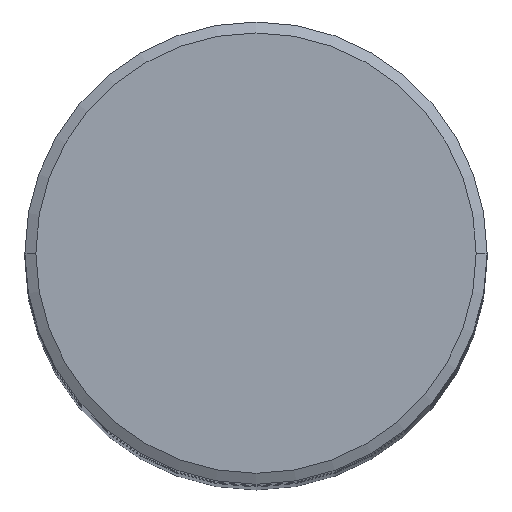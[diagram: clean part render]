
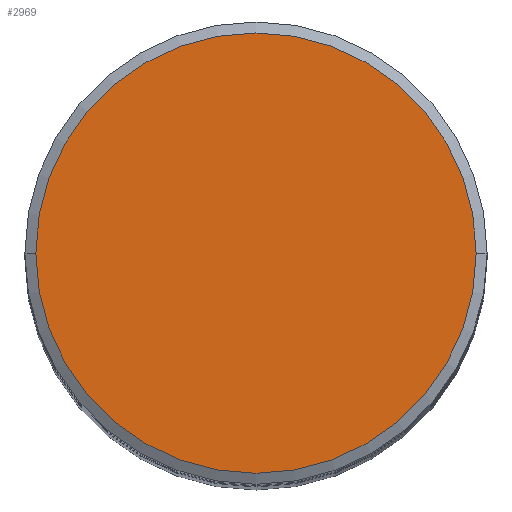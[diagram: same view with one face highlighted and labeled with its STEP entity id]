
A CAD part, top view. The second image highlights one B-rep face of the part: STEP entity #2969.
In plain terms, the highlighted planar face has unit normal (0, 0, 1).
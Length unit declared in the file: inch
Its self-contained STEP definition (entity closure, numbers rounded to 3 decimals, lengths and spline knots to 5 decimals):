
#42 = ORIENTED_EDGE ( 'NONE', *, *, #3115, .F. ) ;
#111 = AXIS2_PLACEMENT_3D ( 'NONE', #1913, #2372, #3097 ) ;
#238 = CARTESIAN_POINT ( 'NONE',  ( 0., 0., 11.16142 ) ) ;
#467 = DIRECTION ( 'NONE',  ( 0., 0., -1. ) ) ;
#546 = EDGE_CURVE ( 'NONE', #1002, #2825, #1298, .T. ) ;
#601 = ORIENTED_EDGE ( 'NONE', *, *, #546, .F. ) ;
#766 = AXIS2_PLACEMENT_3D ( 'NONE', #238, #467, #2402 ) ;
#903 = AXIS2_PLACEMENT_3D ( 'NONE', #2423, #1186, #1450 ) ;
#1002 = VERTEX_POINT ( 'NONE', #1369 ) ;
#1083 = FACE_OUTER_BOUND ( 'NONE', #2343, .T. ) ;
#1146 = PLANE ( 'NONE',  #111 ) ;
#1186 = DIRECTION ( 'NONE',  ( 0., 0., -1. ) ) ;
#1298 = CIRCLE ( 'NONE', #766, 0.75 ) ;
#1369 = CARTESIAN_POINT ( 'NONE',  ( 0.75, 0., 11.16142 ) ) ;
#1450 = DIRECTION ( 'NONE',  ( -1., 0., 0. ) ) ;
#1913 = CARTESIAN_POINT ( 'NONE',  ( -0.75, 0., 11.16142 ) ) ;
#2053 = CIRCLE ( 'NONE', #903, 0.75 ) ;
#2343 = EDGE_LOOP ( 'NONE', ( #42, #601 ) ) ;
#2372 = DIRECTION ( 'NONE',  ( 0., 0., 1. ) ) ;
#2402 = DIRECTION ( 'NONE',  ( -1., 0., 0. ) ) ;
#2423 = CARTESIAN_POINT ( 'NONE',  ( 0., 0., 11.16142 ) ) ;
#2825 = VERTEX_POINT ( 'NONE', #2975 ) ;
#2969 = ADVANCED_FACE ( 'NONE', ( #1083 ), #1146, .T. ) ;
#2975 = CARTESIAN_POINT ( 'NONE',  ( -0.75, 0., 11.16142 ) ) ;
#3097 = DIRECTION ( 'NONE',  ( 0., -1., 0. ) ) ;
#3115 = EDGE_CURVE ( 'NONE', #2825, #1002, #2053, .T. ) ;
